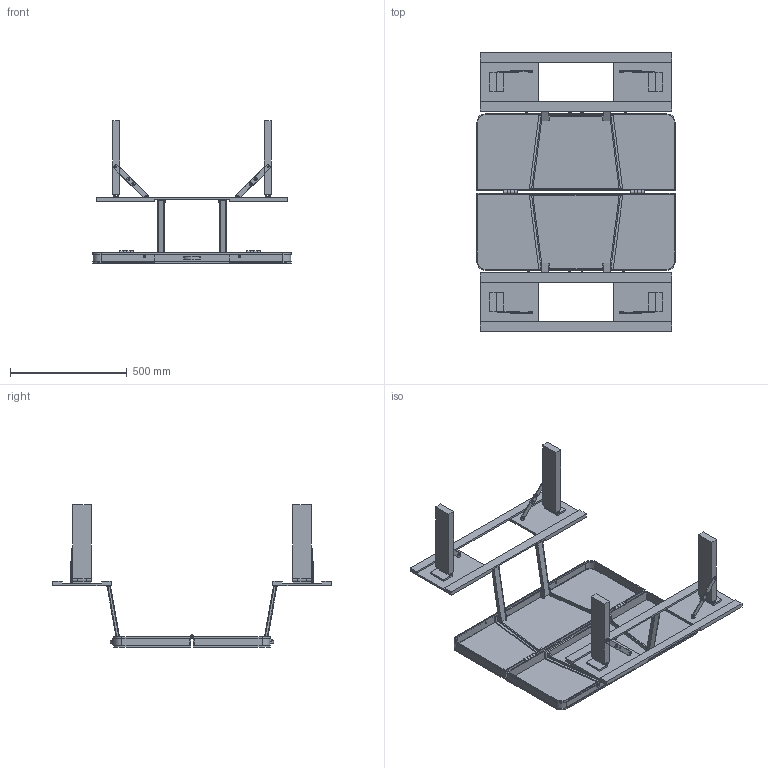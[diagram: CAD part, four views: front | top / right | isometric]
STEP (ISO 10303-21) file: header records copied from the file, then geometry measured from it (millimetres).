
FILE_DESCRIPTION(/* description */ (''),/* implementation_level */ '2;1');
FILE_NAME(/* name */ '6217bb71-660e-45b3-87e1-a0a4bc4d1db8.stp',/* time_stamp */ '2021-08-23T17:11:05+00:00',/* author */ (''),/* organization */ (''),/* preprocessor_version */ 'ST-DEVELOPER v18.1',/* originating_system */ 'Autodesk Translation Framework v10.10.0.1391',/* authorisation */ '');
FILE_SCHEMA (('AUTOMOTIVE_DESIGN { 1 0 10303 214 3 1 1 }'));
Length unit declared in the file: millimetre
Products named in the file (21): Simulation Model 1; Component1; Component2; Component3; Component4; Component3(Mirror); Component4(Mirror); Component7; Component7(Mirror); Component9; Body2 (20); Component11; Component12; Component32; Component32_1; Component32_2; Component47; Component45; Component48; Body2 (20) (1); Component54
Assembly tree (26 placements, depth 3):
  Simulation Model 1
    Component1
    Component2
    Component3
    Component4
    Component3(Mirror)
    Component4(Mirror)
    Component7  x2
    Component7(Mirror)  x2
    Component9  x2
      Body2 (20)
    Component11
    Component12
    Component32_2  x2
      Component47
    Component32
      Component47
    Component32_1
      Component47
    Component45
    Component48
    Body2 (20) (1)
    Component54
Bounding box: 850 x 1194.47 x 611.2 mm (x, y, z)
Volume: 12036758 mm3; surface area: 3615985.6 mm2
Topology: 31 solids, 31 shells, 691 faces, 1755 edges, 1150 vertices
Faces by surface type: plane 472, cylinder 211, bspline 6, sphere 2
Full cylindrical faces by diameter (mm): 5 x32, 6 x16, 7 x14, 8 x15, 10 x18
Entity records: 16898 total; most frequent: CARTESIAN_POINT 3284, DIRECTION 2732, ORIENTED_EDGE 2632, EDGE_CURVE 1316, LINE 976, VECTOR 976, AXIS2_PLACEMENT_3D 878, VERTEX_POINT 860
